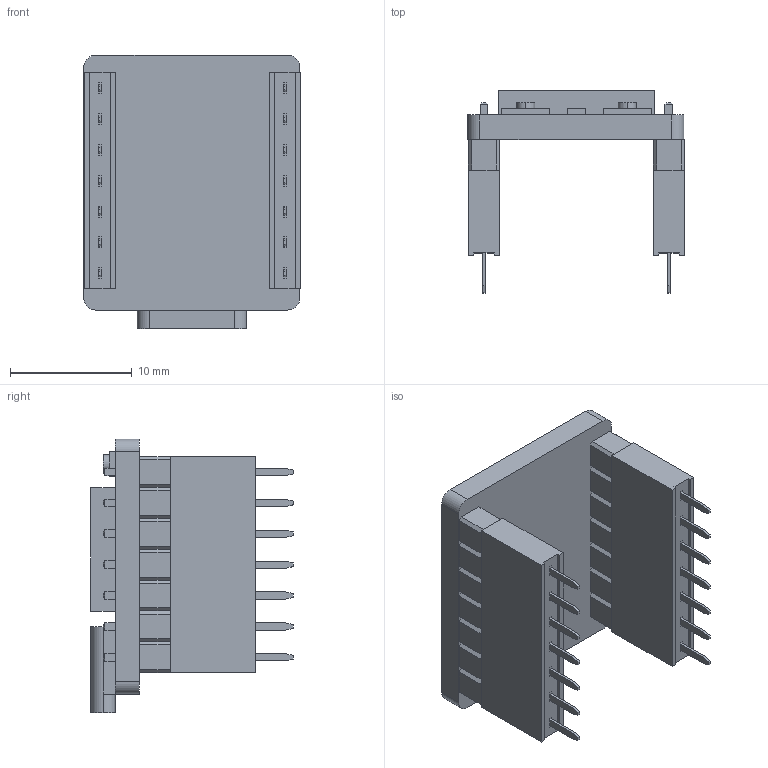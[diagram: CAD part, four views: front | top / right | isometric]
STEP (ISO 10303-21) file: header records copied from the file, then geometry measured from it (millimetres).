
FILE_DESCRIPTION (( 'STEP AP203' ), '1' );
FILE_NAME ('ESP32-C3-SEEED-STUDIO.STEP', '2025-02-12T11:18:14', ( '' ), ( '' ), 'SwSTEP 2.0', 'SolidWorks 2024', '' );
FILE_SCHEMA (( 'CONFIG_CONTROL_DESIGN' ));
Length unit declared in the file: millimetre
Products named in the file (4): ESP32-C3-SEEED-STUDIO; mini_esp32_c3; PinSocket_1x07_P2.54mm_Vertical.step; PinHeader_1x07_P2.54mm_Vertical.step
Assembly tree (5 placements, depth 2):
  ESP32-C3-SEEED-STUDIO
    mini_esp32_c3
    PinSocket_1x07_P2.54mm_Vertical.step  x2
    PinHeader_1x07_P2.54mm_Vertical.step  x2
Bounding box: 17.82 x 16.64 x 22.5 mm (x, y, z)
Volume: 1967.4 mm3; surface area: 3025.4 mm2
Topology: 5 solids, 5 shells, 886 faces, 2224 edges, 1426 vertices
Faces by surface type: plane 842, cylinder 44
Entity records: 14796 total; most frequent: CARTESIAN_POINT 2513, ORIENTED_EDGE 2456, DIRECTION 2306, EDGE_CURVE 1228, LINE 1140, VECTOR 1140, VERTEX_POINT 790, AXIS2_PLACEMENT_3D 583
